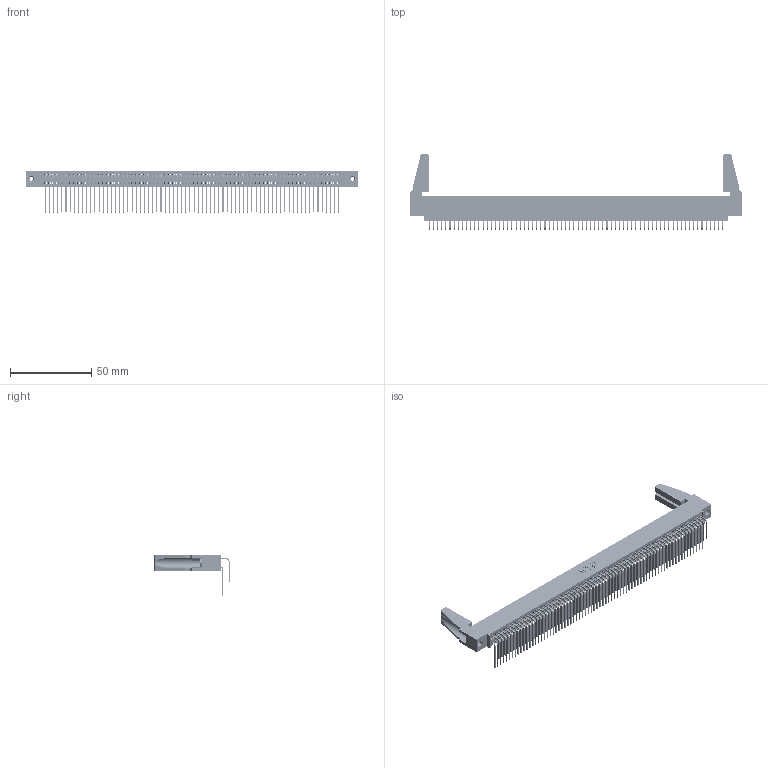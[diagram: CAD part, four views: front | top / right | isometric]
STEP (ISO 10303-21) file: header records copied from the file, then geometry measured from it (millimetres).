
FILE_DESCRIPTION (( 'STEP AP203' ), '1' );
FILE_NAME ('395-144-559-588.STEP', '2019-10-30T17:39:19', ( '' ), ( '' ), 'SwSTEP 2.0', 'SolidWorks 2016', '' );
FILE_SCHEMA (( 'CONFIG_CONTROL_DESIGN' ));
Length unit declared in the file: inch
Products named in the file (6): 345-220-078_345-220-088; 395-144-559-588; 345 Part_0.110 Offset - 0.156 Dia-TH; 345-250-001_345-250-001-102; 345-292-001_558 559 Tail - 1; 345-292-001_559 Tail - 2
Assembly tree (149 placements, depth 2):
  395-144-559-588
    345 Part_0.110 Offset - 0.156 Dia-TH
    345-292-001_558 559 Tail - 1  x72
    345-292-001_559 Tail - 2  x72
    345-250-001_345-250-001-102  x2
    345-220-078_345-220-088  x2
Bounding box: 204.11 x 46.22 x 25.53 mm (x, y, z)
Volume: 24116.1 mm3; surface area: 38542.2 mm2
Topology: 149 solids, 149 shells, 7742 faces, 22987 edges, 15122 vertices
Faces by surface type: plane 5196, cylinder 2530, cone 12, torus 4
Entity records: 56386 total; most frequent: CARTESIAN_POINT 9465, ORIENTED_EDGE 9308, DIRECTION 8286, EDGE_CURVE 4654, LINE 4152, VECTOR 4152, VERTEX_POINT 3094, AXIS2_PLACEMENT_3D 2067
